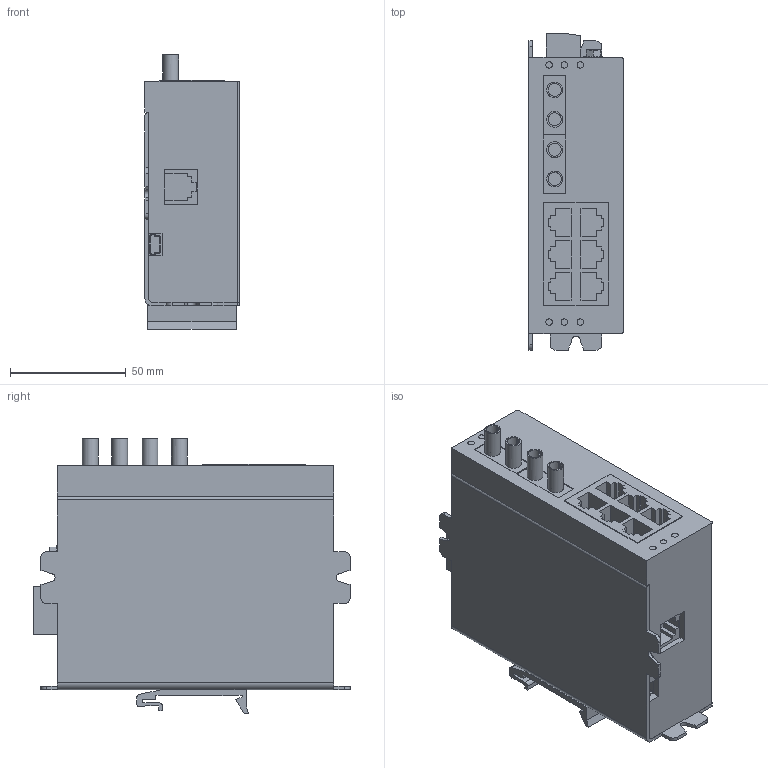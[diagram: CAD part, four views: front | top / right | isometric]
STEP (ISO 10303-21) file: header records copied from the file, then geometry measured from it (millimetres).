
FILE_DESCRIPTION (( 'STEP AP214' ), '1' );
FILE_NAME ('SE-SW8M-2ST.STEP', '2012-03-06T20:57:55', ( ' ' ), ( ' ' ), 'SwSTEP 2.0', 'SolidWorks 2011', '' );
FILE_SCHEMA (( 'AUTOMOTIVE_DESIGN' ));
Length unit declared in the file: inch
Products named in the file (1): SE-SW8M-2ST
Bounding box: 40.64 x 136.65 x 118.52 mm (x, y, z)
Volume: 472835.9 mm3; surface area: 79220.9 mm2
Topology: 1 solids, 1 shells, 400 faces, 1067 edges, 700 vertices
Faces by surface type: plane 342, cylinder 58
Full cylindrical faces by diameter (mm): 2.794 x6, 4.034 x4, 5.6 x1, 5.625 x1, 5.63 x1, 5.702 x1, 6.807 x4, 8.382 x1
Entity records: 16877 total; most frequent: CARTESIAN_POINT 2125, ORIENTED_EDGE 2072, DIRECTION 1982, EDGE_CURVE 1036, VECTOR 892, LINE 892, VERTEX_POINT 688, AXIS2_PLACEMENT_3D 545
